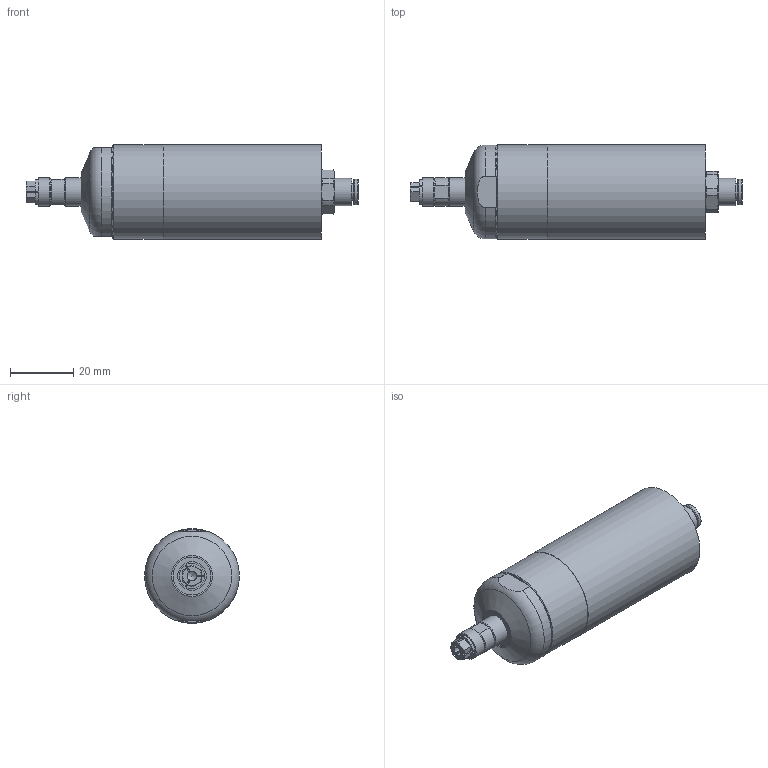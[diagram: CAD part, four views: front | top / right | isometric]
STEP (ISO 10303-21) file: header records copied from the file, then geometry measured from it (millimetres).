
FILE_DESCRIPTION(/* description */ (''),/* implementation_level */ '2;1');
FILE_NAME(/* name */ 'EST 1000 ZG_60069277.stp',/* time_stamp */ '2023-08-29T13:13:44+02:00',/* author */ ('DSteinicke'),/* organization */ (''),/* preprocessor_version */ 'ST-DEVELOPER v19.2',/* originating_system */ 'Autodesk Inventor 2024',/* authorisation */ '');
FILE_SCHEMA (('AUTOMOTIVE_DESIGN { 1 0 10303 214 3 1 1 }'));
Length unit declared in the file: millimetre
Products named in the file (1): EST 1000 ZG_60069277
Bounding box: 105.01 x 30 x 30 mm (x, y, z)
Volume: 53622.9 mm3; surface area: 9743.4 mm2
Topology: 1 solids, 2 shells, 132 faces, 315 edges, 199 vertices
Faces by surface type: plane 57, cone 40, cylinder 32, torus 3
Full cylindrical faces by diameter (mm): 2.5 x2, 3 x1, 3.1 x1, 4 x1, 4.459 x1, 5.2 x1, 8.1 x1, 8.565 x1, 8.6 x1, 9 x2, 12 x1, 23.917 x1, 29.8 x1, 30 x1
Entity records: 4025 total; most frequent: CARTESIAN_POINT 870, ORIENTED_EDGE 628, DIRECTION 621, EDGE_CURVE 314, AXIS2_PLACEMENT_3D 260, VERTEX_POINT 199, EDGE_LOOP 147, FACE_OUTER_BOUND 132
